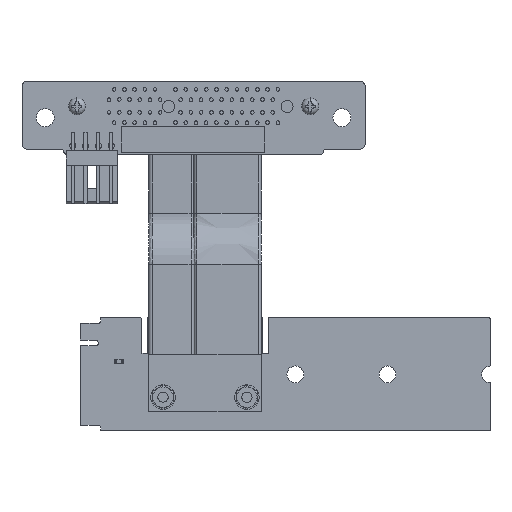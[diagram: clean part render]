
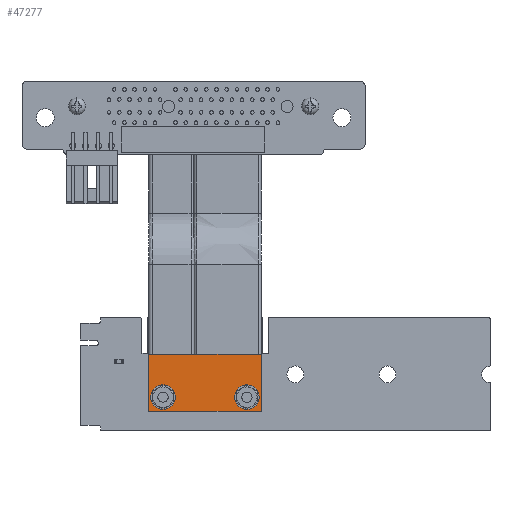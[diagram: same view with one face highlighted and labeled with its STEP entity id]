
A CAD part, top view. The second image highlights one B-rep face of the part: STEP entity #47277.
In plain terms, the highlighted face is planar.
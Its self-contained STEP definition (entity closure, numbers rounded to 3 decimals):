
#47108 = EDGE_CURVE('',#47109,#47111,#47113,.T.);
#47109 = VERTEX_POINT('',#47110);
#47110 = CARTESIAN_POINT('',(0.,0.,11.2));
#47111 = VERTEX_POINT('',#47112);
#47112 = CARTESIAN_POINT('',(0.,0.,0.));
#47113 = LINE('',#47114,#47115);
#47114 = CARTESIAN_POINT('',(0.,0.,11.2));
#47115 = VECTOR('',#47116,1.);
#47116 = DIRECTION('',(0.,0.,-1.));
#47164 = EDGE_CURVE('',#47111,#47165,#47167,.T.);
#47165 = VERTEX_POINT('',#47166);
#47166 = CARTESIAN_POINT('',(-22.,0.,0.));
#47167 = LINE('',#47168,#47169);
#47168 = CARTESIAN_POINT('',(0.,0.,0.));
#47169 = VECTOR('',#47170,1.);
#47170 = DIRECTION('',(-1.,0.,0.));
#47195 = EDGE_CURVE('',#47165,#47196,#47198,.T.);
#47196 = VERTEX_POINT('',#47197);
#47197 = CARTESIAN_POINT('',(-22.,0.,11.2));
#47198 = LINE('',#47199,#47200);
#47199 = CARTESIAN_POINT('',(-22.,0.,0.));
#47200 = VECTOR('',#47201,1.);
#47201 = DIRECTION('',(0.,0.,1.));
#47242 = EDGE_CURVE('',#47196,#47109,#47243,.T.);
#47243 = LINE('',#47244,#47245);
#47244 = CARTESIAN_POINT('',(-22.,0.,11.2));
#47245 = VECTOR('',#47246,1.);
#47246 = DIRECTION('',(1.,0.,0.));
#47277 = ADVANCED_FACE('',(#47278,#47289,#47300),#47306,.F.);
#47278 = FACE_BOUND('',#47279,.T.);
#47279 = EDGE_LOOP('',(#47280));
#47280 = ORIENTED_EDGE('',*,*,#47281,.F.);
#47281 = EDGE_CURVE('',#47282,#47282,#47284,.T.);
#47282 = VERTEX_POINT('',#47283);
#47283 = CARTESIAN_POINT('',(-2.8,0.,0.4));
#47284 = CIRCLE('',#47285,2.4);
#47285 = AXIS2_PLACEMENT_3D('',#47286,#47287,#47288);
#47286 = CARTESIAN_POINT('',(-2.8,0.,2.8));
#47287 = DIRECTION('',(0.,-1.,0.));
#47288 = DIRECTION('',(0.,0.,-1.));
#47289 = FACE_BOUND('',#47290,.T.);
#47290 = EDGE_LOOP('',(#47291));
#47291 = ORIENTED_EDGE('',*,*,#47292,.F.);
#47292 = EDGE_CURVE('',#47293,#47293,#47295,.T.);
#47293 = VERTEX_POINT('',#47294);
#47294 = CARTESIAN_POINT('',(-19.2,0.,0.4));
#47295 = CIRCLE('',#47296,2.4);
#47296 = AXIS2_PLACEMENT_3D('',#47297,#47298,#47299);
#47297 = CARTESIAN_POINT('',(-19.2,0.,2.8));
#47298 = DIRECTION('',(0.,-1.,0.));
#47299 = DIRECTION('',(0.,0.,-1.));
#47300 = FACE_BOUND('',#47301,.T.);
#47301 = EDGE_LOOP('',(#47302,#47303,#47304,#47305));
#47302 = ORIENTED_EDGE('',*,*,#47108,.F.);
#47303 = ORIENTED_EDGE('',*,*,#47242,.F.);
#47304 = ORIENTED_EDGE('',*,*,#47195,.F.);
#47305 = ORIENTED_EDGE('',*,*,#47164,.F.);
#47306 = PLANE('',#47307);
#47307 = AXIS2_PLACEMENT_3D('',#47308,#47309,#47310);
#47308 = CARTESIAN_POINT('',(0.,0.,0.));
#47309 = DIRECTION('',(0.,1.,0.));
#47310 = DIRECTION('',(0.,0.,1.));
